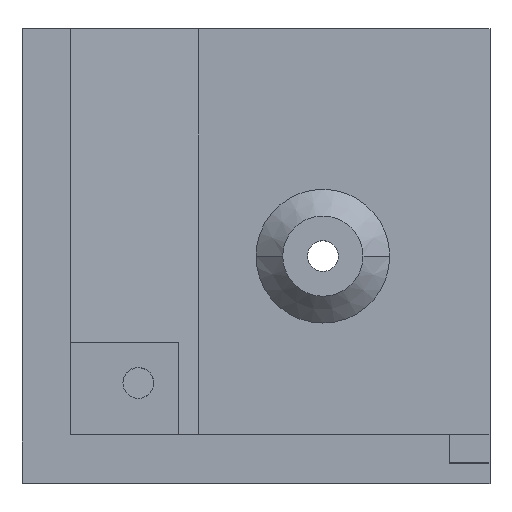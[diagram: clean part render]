
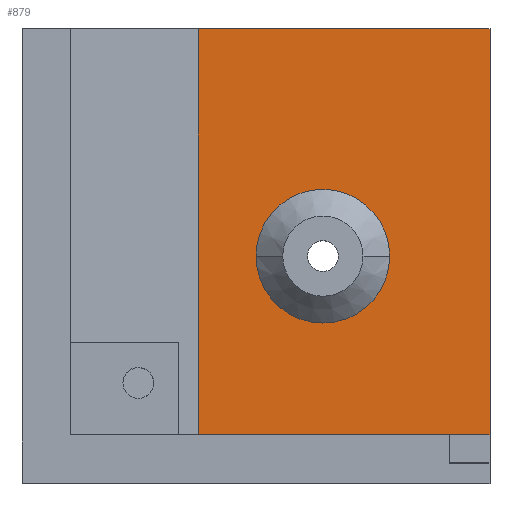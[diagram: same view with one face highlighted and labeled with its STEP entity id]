
A CAD part, top view. The second image highlights one B-rep face of the part: STEP entity #879.
In plain terms, the highlighted planar face has unit normal (0, 0, 1).
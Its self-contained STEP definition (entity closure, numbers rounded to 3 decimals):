
#8 = EDGE_LOOP ( 'NONE', ( #262, #1122 ) ) ;
#12 = CARTESIAN_POINT ( 'NONE',  ( 35., 6.5, 3. ) ) ;
#26 = CIRCLE ( 'NONE', #550, 5. ) ;
#41 = DIRECTION ( 'NONE',  ( 0., 1., 0. ) ) ;
#42 = CARTESIAN_POINT ( 'NONE',  ( 0., -23.9, 3. ) ) ;
#57 = CARTESIAN_POINT ( 'NONE',  ( 13.193, -36.102, 3. ) ) ;
#60 = DIRECTION ( 'NONE',  ( 0., 0., -1. ) ) ;
#140 = AXIS2_PLACEMENT_3D ( 'NONE', #997, #601, #286 ) ;
#153 = CARTESIAN_POINT ( 'NONE',  ( 13.193, 6.5, 3. ) ) ;
#177 = VERTEX_POINT ( 'NONE', #268 ) ;
#179 = VERTEX_POINT ( 'NONE', #153 ) ;
#196 = ORIENTED_EDGE ( 'NONE', *, *, #963, .T. ) ;
#247 = DIRECTION ( 'NONE',  ( 1., 0., 0. ) ) ;
#262 = ORIENTED_EDGE ( 'NONE', *, *, #437, .T. ) ;
#268 = CARTESIAN_POINT ( 'NONE',  ( 27.5, -10.5, 3. ) ) ;
#274 = EDGE_CURVE ( 'NONE', #808, #179, #566, .T. ) ;
#286 = DIRECTION ( 'NONE',  ( 1., 0., 0. ) ) ;
#301 = FACE_BOUND ( 'NONE', #8, .T. ) ;
#319 = VERTEX_POINT ( 'NONE', #498 ) ;
#414 = CARTESIAN_POINT ( 'NONE',  ( 35., 6.5, 3. ) ) ;
#415 = VECTOR ( 'NONE', #247, 1000. ) ;
#432 = DIRECTION ( 'NONE',  ( 0., 0., -1. ) ) ;
#437 = EDGE_CURVE ( 'NONE', #497, #177, #26, .T. ) ;
#476 = DIRECTION ( 'NONE',  ( -1., 0., 0. ) ) ;
#487 = VERTEX_POINT ( 'NONE', #414 ) ;
#497 = VERTEX_POINT ( 'NONE', #822 ) ;
#498 = CARTESIAN_POINT ( 'NONE',  ( 35., -23.9, 3. ) ) ;
#543 = ORIENTED_EDGE ( 'NONE', *, *, #952, .F. ) ;
#550 = AXIS2_PLACEMENT_3D ( 'NONE', #635, #432, #849 ) ;
#566 = LINE ( 'NONE', #57, #1260 ) ;
#567 = LINE ( 'NONE', #42, #659 ) ;
#573 = EDGE_LOOP ( 'NONE', ( #1269, #685, #196, #543 ) ) ;
#582 = CARTESIAN_POINT ( 'NONE',  ( 22.5, -10.5, 3. ) ) ;
#601 = DIRECTION ( 'NONE',  ( 0., 0., 1. ) ) ;
#635 = CARTESIAN_POINT ( 'NONE',  ( 22.5, -10.5, 3. ) ) ;
#638 = CARTESIAN_POINT ( 'NONE',  ( 35., -20., 3. ) ) ;
#659 = VECTOR ( 'NONE', #476, 1000. ) ;
#677 = VECTOR ( 'NONE', #1131, 1000. ) ;
#685 = ORIENTED_EDGE ( 'NONE', *, *, #717, .F. ) ;
#717 = EDGE_CURVE ( 'NONE', #319, #808, #567, .T. ) ;
#780 = EDGE_CURVE ( 'NONE', #177, #497, #1104, .T. ) ;
#808 = VERTEX_POINT ( 'NONE', #1310 ) ;
#817 = PLANE ( 'NONE',  #140 ) ;
#822 = CARTESIAN_POINT ( 'NONE',  ( 17.5, -10.5, 3. ) ) ;
#849 = DIRECTION ( 'NONE',  ( 1., 0., 0. ) ) ;
#879 = ADVANCED_FACE ( 'NONE', ( #301, #1017 ), #817, .T. ) ;
#926 = LINE ( 'NONE', #638, #677 ) ;
#952 = EDGE_CURVE ( 'NONE', #179, #487, #1148, .T. ) ;
#963 = EDGE_CURVE ( 'NONE', #319, #487, #926, .T. ) ;
#992 = AXIS2_PLACEMENT_3D ( 'NONE', #582, #60, #1186 ) ;
#997 = CARTESIAN_POINT ( 'NONE',  ( 0., 0., 3. ) ) ;
#1017 = FACE_OUTER_BOUND ( 'NONE', #573, .T. ) ;
#1104 = CIRCLE ( 'NONE', #992, 5. ) ;
#1122 = ORIENTED_EDGE ( 'NONE', *, *, #780, .T. ) ;
#1131 = DIRECTION ( 'NONE',  ( 0., 1., 0. ) ) ;
#1148 = LINE ( 'NONE', #12, #415 ) ;
#1186 = DIRECTION ( 'NONE',  ( 1., 0., 0. ) ) ;
#1260 = VECTOR ( 'NONE', #41, 1000. ) ;
#1269 = ORIENTED_EDGE ( 'NONE', *, *, #274, .F. ) ;
#1310 = CARTESIAN_POINT ( 'NONE',  ( 13.193, -23.9, 3. ) ) ;
